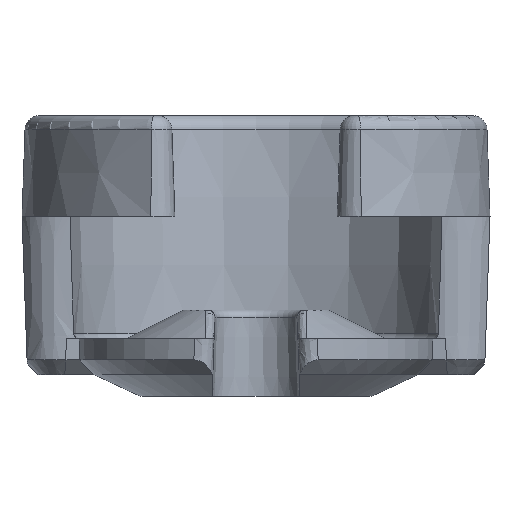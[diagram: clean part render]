
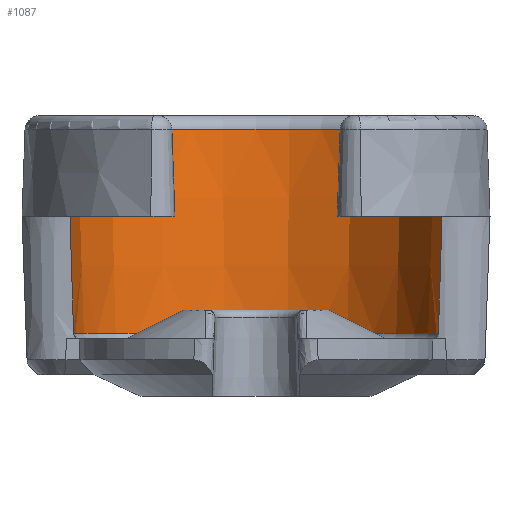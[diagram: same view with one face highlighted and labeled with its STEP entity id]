
A CAD part, front view. The second image highlights one B-rep face of the part: STEP entity #1087.
In plain terms, the highlighted conical face has half-angle 2 degrees and reference radius 6.625 mm.
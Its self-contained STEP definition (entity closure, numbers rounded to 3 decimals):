
#27 = CARTESIAN_POINT ( 'NONE',  ( -6.608, 0., 8.517 ) ) ;
#132 = CARTESIAN_POINT ( 'NONE',  ( 6.361, 0., 1.443 ) ) ;
#146 = CARTESIAN_POINT ( 'NONE',  ( 6.625, 0., 9. ) ) ;
#176 = ORIENTED_EDGE ( 'NONE', *, *, #381, .T. ) ;
#237 = AXIS2_PLACEMENT_3D ( 'NONE', #505, #815, #974 ) ;
#293 = VECTOR ( 'NONE', #332, 1000. ) ;
#332 = DIRECTION ( 'NONE',  ( -0.035, 0., 0.999 ) ) ;
#381 = EDGE_CURVE ( 'NONE', #774, #1780, #1789, .T. ) ;
#389 = VERTEX_POINT ( 'NONE', #1152 ) ;
#505 = CARTESIAN_POINT ( 'NONE',  ( 0., 0., 1.443 ) ) ;
#562 = EDGE_CURVE ( 'NONE', #389, #1904, #1784, .T. ) ;
#774 = VERTEX_POINT ( 'NONE', #1775 ) ;
#815 = DIRECTION ( 'NONE',  ( 0., 0., -1. ) ) ;
#832 = VECTOR ( 'NONE', #2144, 1000. ) ;
#952 = ORIENTED_EDGE ( 'NONE', *, *, #562, .T. ) ;
#974 = DIRECTION ( 'NONE',  ( -1., 0., 0. ) ) ;
#1060 = LINE ( 'NONE', #1790, #293 ) ;
#1087 = ADVANCED_FACE ( 'NONE', ( #1247 ), #2146, .F. ) ;
#1115 = ORIENTED_EDGE ( 'NONE', *, *, #1313, .F. ) ;
#1152 = CARTESIAN_POINT ( 'NONE',  ( 6.608, 0., 8.517 ) ) ;
#1220 = DIRECTION ( 'NONE',  ( 0., 0., 1. ) ) ;
#1247 = FACE_OUTER_BOUND ( 'NONE', #1729, .T. ) ;
#1251 = DIRECTION ( 'NONE',  ( 1., 0., 0. ) ) ;
#1313 = EDGE_CURVE ( 'NONE', #774, #1904, #1060, .T. ) ;
#1322 = EDGE_CURVE ( 'NONE', #1780, #389, #1963, .T. ) ;
#1502 = AXIS2_PLACEMENT_3D ( 'NONE', #1570, #1740, #1251 ) ;
#1535 = DIRECTION ( 'NONE',  ( 1., 0., 0. ) ) ;
#1570 = CARTESIAN_POINT ( 'NONE',  ( 0., 0., 9. ) ) ;
#1600 = ORIENTED_EDGE ( 'NONE', *, *, #1322, .T. ) ;
#1729 = EDGE_LOOP ( 'NONE', ( #1115, #176, #1600, #952 ) ) ;
#1740 = DIRECTION ( 'NONE',  ( 0., 0., 1. ) ) ;
#1775 = CARTESIAN_POINT ( 'NONE',  ( -6.361, 0., 1.443 ) ) ;
#1780 = VERTEX_POINT ( 'NONE', #132 ) ;
#1784 = CIRCLE ( 'NONE', #1908, 6.608 ) ;
#1789 = CIRCLE ( 'NONE', #237, 6.361 ) ;
#1790 = CARTESIAN_POINT ( 'NONE',  ( -6.625, 0., 9. ) ) ;
#1880 = CARTESIAN_POINT ( 'NONE',  ( 0., 0., 8.517 ) ) ;
#1904 = VERTEX_POINT ( 'NONE', #27 ) ;
#1908 = AXIS2_PLACEMENT_3D ( 'NONE', #1880, #1220, #1535 ) ;
#1963 = LINE ( 'NONE', #146, #832 ) ;
#2144 = DIRECTION ( 'NONE',  ( 0.035, 0., 0.999 ) ) ;
#2146 = CONICAL_SURFACE ( 'NONE', #1502, 6.625, 0.035 ) ;
